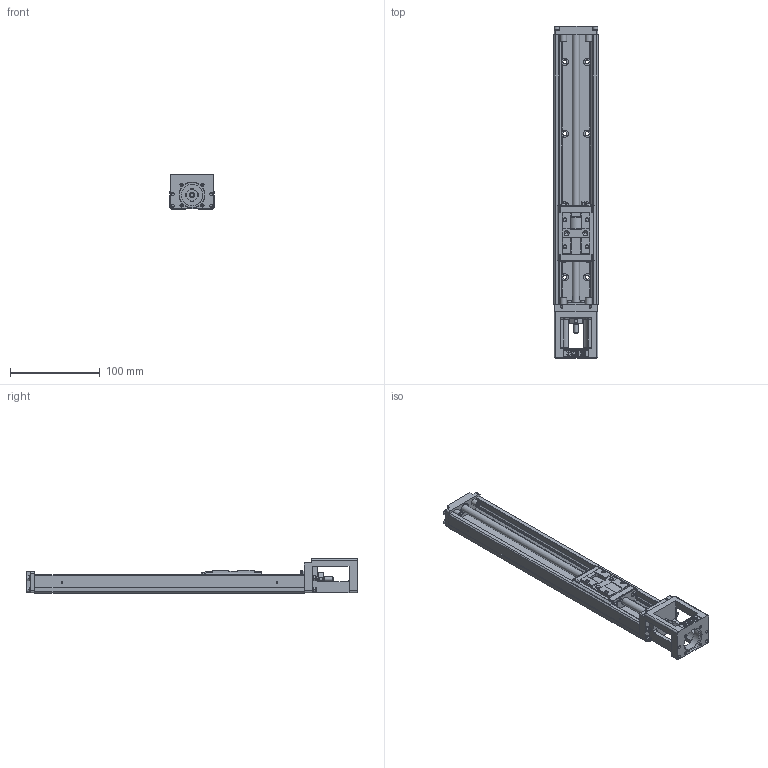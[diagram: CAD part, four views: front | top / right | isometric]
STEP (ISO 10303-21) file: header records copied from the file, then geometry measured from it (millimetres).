
FILE_DESCRIPTION(/* description */ (''),/* implementation_level */ '2;1');
FILE_NAME(/* name */ 'KM26A+300N0_0020_stp.stp',/* time_stamp */ '2010-01-20T15:30:32+08:00',/* author */ (''),/* organization */ (''),/* preprocessor_version */ 'ST-DEVELOPER v11',/* originating_system */ 'UGS - NX 5.0',/* authorisation */ '');
FILE_SCHEMA (('CONFIG_CONTROL_DESIGN'));
Length unit declared in the file: millimetre
Products named in the file (1): shin7094jb6f
Bounding box: 50 x 370 x 38.8 mm (x, y, z)
Volume: 247567.9 mm3; surface area: 92215.6 mm2
Topology: 3 solids, 3 shells, 1036 faces, 2745 edges, 1796 vertices
Faces by surface type: plane 696, cylinder 212, cone 64, extrusion 26, torus 20, bspline 9, sphere 9
Full cylindrical faces by diameter (mm): 1.6 x4, 2.5 x9, 3 x1, 3.3 x4, 3.5 x4, 4 x5, 4.5 x8, 4.7 x4, 5 x2, 5.3 x8, 6 x13, 7 x4, 8 x9, 9 x3, 10 x2, 11 x2, 24 x1, 28 x1
Entity records: 32281 total; most frequent: CARTESIAN_POINT 7091, ORIENTED_EDGE 5128, DIRECTION 4974, EDGE_CURVE 2564, VECTOR 1880, LINE 1854, VERTEX_POINT 1747, AXIS2_PLACEMENT_3D 1547
